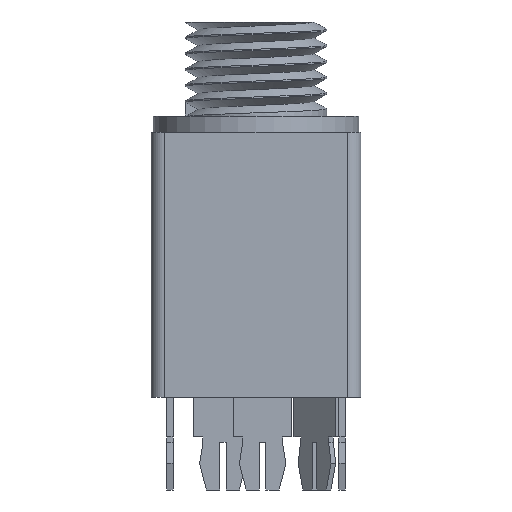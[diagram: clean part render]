
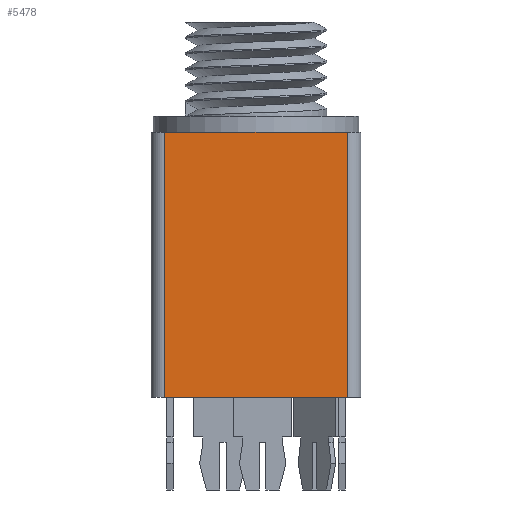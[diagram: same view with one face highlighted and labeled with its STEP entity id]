
A CAD part, left-side view. The second image highlights one B-rep face of the part: STEP entity #5478.
In plain terms, the highlighted planar face has unit normal (-1, 0, 0).
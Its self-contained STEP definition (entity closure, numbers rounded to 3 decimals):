
#484 = PLANE('',#485);
#485 = AXIS2_PLACEMENT_3D('',#486,#487,#488);
#486 = CARTESIAN_POINT('',(-6.9,-6.9,3.
    ));
#487 = DIRECTION('',(0.,0.,1.));
#488 = DIRECTION('',(0.,-1.,0.));
#668 = PLANE('',#669);
#669 = AXIS2_PLACEMENT_3D('',#670,#671,#672);
#670 = CARTESIAN_POINT('',(-6.9,-6.9,
    23.));
#671 = DIRECTION('',(0.,0.,1.));
#672 = DIRECTION('',(0.,-1.,0.));
#4320 = VERTEX_POINT('',#4321);
#4321 = CARTESIAN_POINT('',(-7.9,-6.9,
    3.));
#4331 = CYLINDRICAL_SURFACE('',#4332,1.);
#4332 = AXIS2_PLACEMENT_3D('',#4333,#4334,#4335);
#4333 = CARTESIAN_POINT('',(-6.9,-6.9,
    23.));
#4334 = DIRECTION('',(0.,0.,-1.));
#4335 = DIRECTION('',(0.,1.,0.));
#4423 = VERTEX_POINT('',#4424);
#4424 = CARTESIAN_POINT('',(-7.9,-6.9,
    23.));
#4468 = EDGE_CURVE('',#4423,#4320,#4469,.T.);
#4469 = SURFACE_CURVE('',#4470,(#4474,#4503),.PCURVE_S1.);
#4470 = LINE('',#4471,#4472);
#4471 = CARTESIAN_POINT('',(-7.9,-6.9,
    23.));
#4472 = VECTOR('',#4473,1.);
#4473 = DIRECTION('',(0.,0.,-1.));
#4474 = PCURVE('',#4331,#4475);
#4475 = DEFINITIONAL_REPRESENTATION('',(#4476),#4502);
#4476 = B_SPLINE_CURVE_WITH_KNOTS('',3,(#4477,#4478,#4479,#4480,#4481,
    #4482,#4483,#4484,#4485,#4486,#4487,#4488,#4489,#4490,#4491,#4492,
    #4493,#4494,#4495,#4496,#4497,#4498,#4499,#4500,#4501),
  .UNSPECIFIED.,.F.,.F.,(4,1,1,1,1,1,1,1,1,1,1,1,1,1,1,1,1,1,1,1,1,1,4),
  (0.,0.909,1.818,2.727,3.636,
    4.545,5.455,6.364,7.273,
    8.182,9.091,10.,10.909,11.818,
    12.727,13.636,14.545,15.455,
    16.364,17.273,18.182,19.091,20.)
  ,.QUASI_UNIFORM_KNOTS.);
#4477 = CARTESIAN_POINT('',(4.712,0.));
#4478 = CARTESIAN_POINT('',(4.712,0.303));
#4479 = CARTESIAN_POINT('',(4.712,0.909));
#4480 = CARTESIAN_POINT('',(4.712,1.818));
#4481 = CARTESIAN_POINT('',(4.712,2.727));
#4482 = CARTESIAN_POINT('',(4.712,3.636));
#4483 = CARTESIAN_POINT('',(4.712,4.545));
#4484 = CARTESIAN_POINT('',(4.712,5.455));
#4485 = CARTESIAN_POINT('',(4.712,6.364));
#4486 = CARTESIAN_POINT('',(4.712,7.273));
#4487 = CARTESIAN_POINT('',(4.712,8.182));
#4488 = CARTESIAN_POINT('',(4.712,9.091));
#4489 = CARTESIAN_POINT('',(4.712,10.));
#4490 = CARTESIAN_POINT('',(4.712,10.909));
#4491 = CARTESIAN_POINT('',(4.712,11.818));
#4492 = CARTESIAN_POINT('',(4.712,12.727));
#4493 = CARTESIAN_POINT('',(4.712,13.636));
#4494 = CARTESIAN_POINT('',(4.712,14.545));
#4495 = CARTESIAN_POINT('',(4.712,15.455));
#4496 = CARTESIAN_POINT('',(4.712,16.364));
#4497 = CARTESIAN_POINT('',(4.712,17.273));
#4498 = CARTESIAN_POINT('',(4.712,18.182));
#4499 = CARTESIAN_POINT('',(4.712,19.091));
#4500 = CARTESIAN_POINT('',(4.712,19.697));
#4501 = CARTESIAN_POINT('',(4.712,20.));
#4502 = ( GEOMETRIC_REPRESENTATION_CONTEXT(2) 
PARAMETRIC_REPRESENTATION_CONTEXT() REPRESENTATION_CONTEXT('2D SPACE',''
  ) );
#4503 = PCURVE('',#4504,#4509);
#4504 = PLANE('',#4505);
#4505 = AXIS2_PLACEMENT_3D('',#4506,#4507,#4508);
#4506 = CARTESIAN_POINT('',(-7.9,6.9,
    23.));
#4507 = DIRECTION('',(1.,0.,0.));
#4508 = DIRECTION('',(0.,1.,0.));
#4509 = DEFINITIONAL_REPRESENTATION('',(#4510),#4514);
#4510 = LINE('',#4511,#4512);
#4511 = CARTESIAN_POINT('',(-13.8,0.));
#4512 = VECTOR('',#4513,1.);
#4513 = DIRECTION('',(0.,-1.));
#4514 = ( GEOMETRIC_REPRESENTATION_CONTEXT(2) 
PARAMETRIC_REPRESENTATION_CONTEXT() REPRESENTATION_CONTEXT('2D SPACE',''
  ) );
#5284 = CYLINDRICAL_SURFACE('',#5285,1.);
#5285 = AXIS2_PLACEMENT_3D('',#5286,#5287,#5288);
#5286 = CARTESIAN_POINT('',(-6.9,6.9,
    23.));
#5287 = DIRECTION('',(0.,0.,-1.));
#5288 = DIRECTION('',(0.,1.,0.));
#5344 = VERTEX_POINT('',#5345);
#5345 = CARTESIAN_POINT('',(-7.9,6.9,3.
    ));
#5389 = EDGE_CURVE('',#5390,#5344,#5392,.T.);
#5390 = VERTEX_POINT('',#5391);
#5391 = CARTESIAN_POINT('',(-7.9,6.9,
    23.));
#5392 = SURFACE_CURVE('',#5393,(#5397,#5426),.PCURVE_S1.);
#5393 = LINE('',#5394,#5395);
#5394 = CARTESIAN_POINT('',(-7.9,6.9,
    23.));
#5395 = VECTOR('',#5396,1.);
#5396 = DIRECTION('',(0.,0.,-1.));
#5397 = PCURVE('',#5284,#5398);
#5398 = DEFINITIONAL_REPRESENTATION('',(#5399),#5425);
#5399 = B_SPLINE_CURVE_WITH_KNOTS('',3,(#5400,#5401,#5402,#5403,#5404,
    #5405,#5406,#5407,#5408,#5409,#5410,#5411,#5412,#5413,#5414,#5415,
    #5416,#5417,#5418,#5419,#5420,#5421,#5422,#5423,#5424),
  .UNSPECIFIED.,.F.,.F.,(4,1,1,1,1,1,1,1,1,1,1,1,1,1,1,1,1,1,1,1,1,1,4),
  (0.,0.909,1.818,2.727,3.636,
    4.545,5.455,6.364,7.273,
    8.182,9.091,10.,10.909,11.818,
    12.727,13.636,14.545,15.455,
    16.364,17.273,18.182,19.091,20.)
  ,.QUASI_UNIFORM_KNOTS.);
#5400 = CARTESIAN_POINT('',(4.712,0.));
#5401 = CARTESIAN_POINT('',(4.712,0.303));
#5402 = CARTESIAN_POINT('',(4.712,0.909));
#5403 = CARTESIAN_POINT('',(4.712,1.818));
#5404 = CARTESIAN_POINT('',(4.712,2.727));
#5405 = CARTESIAN_POINT('',(4.712,3.636));
#5406 = CARTESIAN_POINT('',(4.712,4.545));
#5407 = CARTESIAN_POINT('',(4.712,5.455));
#5408 = CARTESIAN_POINT('',(4.712,6.364));
#5409 = CARTESIAN_POINT('',(4.712,7.273));
#5410 = CARTESIAN_POINT('',(4.712,8.182));
#5411 = CARTESIAN_POINT('',(4.712,9.091));
#5412 = CARTESIAN_POINT('',(4.712,10.));
#5413 = CARTESIAN_POINT('',(4.712,10.909));
#5414 = CARTESIAN_POINT('',(4.712,11.818));
#5415 = CARTESIAN_POINT('',(4.712,12.727));
#5416 = CARTESIAN_POINT('',(4.712,13.636));
#5417 = CARTESIAN_POINT('',(4.712,14.545));
#5418 = CARTESIAN_POINT('',(4.712,15.455));
#5419 = CARTESIAN_POINT('',(4.712,16.364));
#5420 = CARTESIAN_POINT('',(4.712,17.273));
#5421 = CARTESIAN_POINT('',(4.712,18.182));
#5422 = CARTESIAN_POINT('',(4.712,19.091));
#5423 = CARTESIAN_POINT('',(4.712,19.697));
#5424 = CARTESIAN_POINT('',(4.712,20.));
#5425 = ( GEOMETRIC_REPRESENTATION_CONTEXT(2) 
PARAMETRIC_REPRESENTATION_CONTEXT() REPRESENTATION_CONTEXT('2D SPACE',''
  ) );
#5426 = PCURVE('',#4504,#5427);
#5427 = DEFINITIONAL_REPRESENTATION('',(#5428),#5432);
#5428 = LINE('',#5429,#5430);
#5429 = CARTESIAN_POINT('',(0.,0.));
#5430 = VECTOR('',#5431,1.);
#5431 = DIRECTION('',(0.,-1.));
#5432 = ( GEOMETRIC_REPRESENTATION_CONTEXT(2) 
PARAMETRIC_REPRESENTATION_CONTEXT() REPRESENTATION_CONTEXT('2D SPACE',''
  ) );
#5478 = ADVANCED_FACE('',(#5479),#4504,.F.);
#5479 = FACE_BOUND('',#5480,.T.);
#5480 = EDGE_LOOP('',(#5481,#5502,#5503,#5524));
#5481 = ORIENTED_EDGE('',*,*,#5482,.T.);
#5482 = EDGE_CURVE('',#5344,#4320,#5483,.T.);
#5483 = SURFACE_CURVE('',#5484,(#5488,#5495),.PCURVE_S1.);
#5484 = LINE('',#5485,#5486);
#5485 = CARTESIAN_POINT('',(-7.9,6.9,3.
    ));
#5486 = VECTOR('',#5487,1.);
#5487 = DIRECTION('',(0.,-1.,0.));
#5488 = PCURVE('',#4504,#5489);
#5489 = DEFINITIONAL_REPRESENTATION('',(#5490),#5494);
#5490 = LINE('',#5491,#5492);
#5491 = CARTESIAN_POINT('',(0.,-20.));
#5492 = VECTOR('',#5493,1.);
#5493 = DIRECTION('',(-1.,0.));
#5494 = ( GEOMETRIC_REPRESENTATION_CONTEXT(2) 
PARAMETRIC_REPRESENTATION_CONTEXT() REPRESENTATION_CONTEXT('2D SPACE',''
  ) );
#5495 = PCURVE('',#484,#5496);
#5496 = DEFINITIONAL_REPRESENTATION('',(#5497),#5501);
#5497 = LINE('',#5498,#5499);
#5498 = CARTESIAN_POINT('',(-13.8,-1.));
#5499 = VECTOR('',#5500,1.);
#5500 = DIRECTION('',(1.,0.));
#5501 = ( GEOMETRIC_REPRESENTATION_CONTEXT(2) 
PARAMETRIC_REPRESENTATION_CONTEXT() REPRESENTATION_CONTEXT('2D SPACE',''
  ) );
#5502 = ORIENTED_EDGE('',*,*,#4468,.F.);
#5503 = ORIENTED_EDGE('',*,*,#5504,.F.);
#5504 = EDGE_CURVE('',#5390,#4423,#5505,.T.);
#5505 = SURFACE_CURVE('',#5506,(#5510,#5517),.PCURVE_S1.);
#5506 = LINE('',#5507,#5508);
#5507 = CARTESIAN_POINT('',(-7.9,6.9,
    23.));
#5508 = VECTOR('',#5509,1.);
#5509 = DIRECTION('',(0.,-1.,0.));
#5510 = PCURVE('',#4504,#5511);
#5511 = DEFINITIONAL_REPRESENTATION('',(#5512),#5516);
#5512 = LINE('',#5513,#5514);
#5513 = CARTESIAN_POINT('',(0.,0.));
#5514 = VECTOR('',#5515,1.);
#5515 = DIRECTION('',(-1.,0.));
#5516 = ( GEOMETRIC_REPRESENTATION_CONTEXT(2) 
PARAMETRIC_REPRESENTATION_CONTEXT() REPRESENTATION_CONTEXT('2D SPACE',''
  ) );
#5517 = PCURVE('',#668,#5518);
#5518 = DEFINITIONAL_REPRESENTATION('',(#5519),#5523);
#5519 = LINE('',#5520,#5521);
#5520 = CARTESIAN_POINT('',(-13.8,-1.));
#5521 = VECTOR('',#5522,1.);
#5522 = DIRECTION('',(1.,0.));
#5523 = ( GEOMETRIC_REPRESENTATION_CONTEXT(2) 
PARAMETRIC_REPRESENTATION_CONTEXT() REPRESENTATION_CONTEXT('2D SPACE',''
  ) );
#5524 = ORIENTED_EDGE('',*,*,#5389,.T.);
